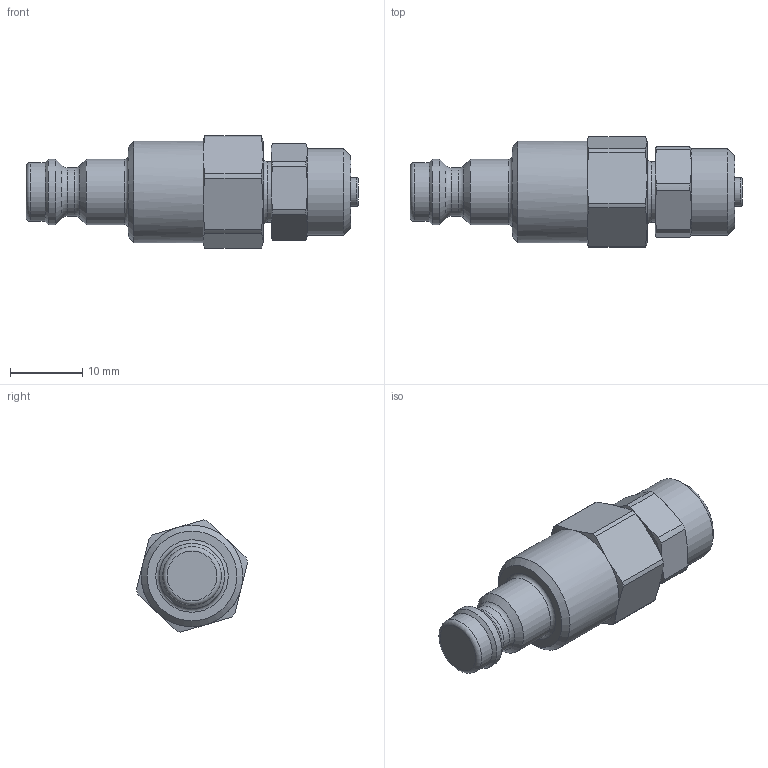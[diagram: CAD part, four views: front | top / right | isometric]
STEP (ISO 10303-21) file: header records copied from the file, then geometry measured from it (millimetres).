
FILE_DESCRIPTION((''),'2;1');
FILE_NAME('21sbko06rvx.stp','2013-02-19T10:56:55',('IA176480'),(''),'Autodesk Inventor 2011','Autodesk Inventor 2011','');
FILE_SCHEMA(('AUTOMOTIVE_DESIGN { 1 0 10303 214 1 1 1 1 }'));
Length unit declared in the file: millimetre
Products named in the file (1): D105926
Bounding box: 45.85 x 15.34 x 15.49 mm (x, y, z)
Volume: 4775.3 mm3; surface area: 2803.9 mm2
Topology: 1 solids, 3 shells, 101 faces, 219 edges, 129 vertices
Faces by surface type: cone 38, cylinder 29, plane 23, torus 11
Full cylindrical faces by diameter (mm): 4 x1, 4.6 x1, 6.2 x1, 6.7 x1, 8.1 x1, 8.4 x1, 9 x2, 10 x2, 10.5 x1, 10.947 x2, 12 x3, 14 x1
Entity records: 2545 total; most frequent: CARTESIAN_POINT 490, DIRECTION 424, ORIENTED_EDGE 340, AXIS2_PLACEMENT_3D 200, EDGE_CURVE 170, EDGE_LOOP 152, VERTEX_POINT 122, FACE_OUTER_BOUND 101
